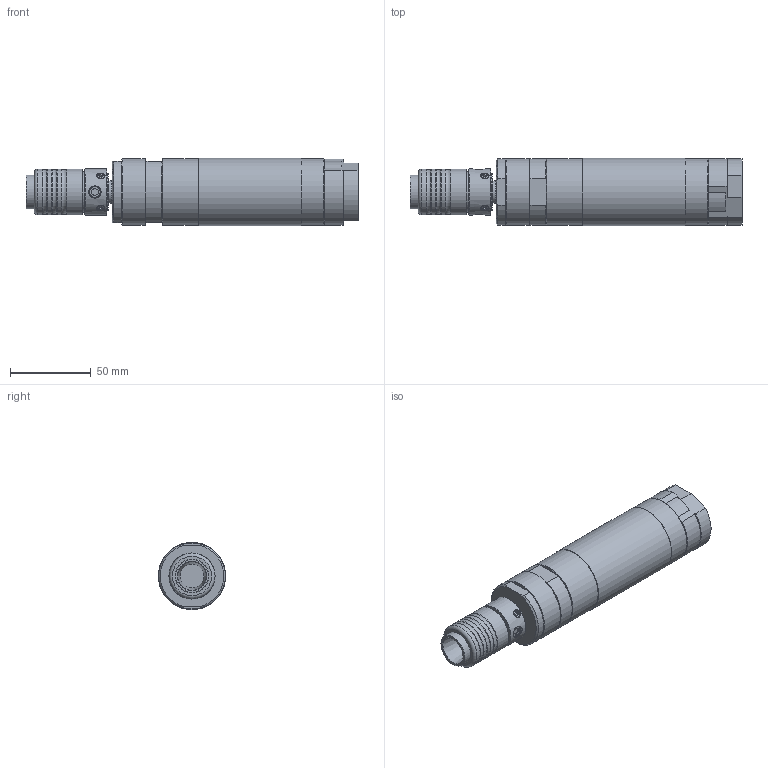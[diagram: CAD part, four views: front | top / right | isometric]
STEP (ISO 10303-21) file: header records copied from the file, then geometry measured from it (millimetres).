
FILE_DESCRIPTION(/* description */ ('EBM 38-1200 WS-ST'),/* implementation_level */ '2;1');
FILE_NAME(/* name */ 'EBM 38-1200 WS-ST_60070887.stp',/* time_stamp */ '2023-08-04T14:47:35+02:00',/* author */ ('DSteinicke'),/* organization */ (''),/* preprocessor_version */ 'ST-DEVELOPER v19.2',/* originating_system */ 'Autodesk Inventor 2024',/* authorisation */ '');
FILE_SCHEMA (('AUTOMOTIVE_DESIGN { 1 0 10303 214 3 1 1 }'));
Length unit declared in the file: millimetre
Products named in the file (1): 60070887
Bounding box: 206.2 x 42 x 42 mm (x, y, z)
Volume: 233636.3 mm3; surface area: 30708.5 mm2
Topology: 1 solids, 5 shells, 268 faces, 654 edges, 432 vertices
Faces by surface type: plane 147, cylinder 61, cone 37, bspline 17, torus 6
Full cylindrical faces by diameter (mm): 6.647 x2, 11.445 x2, 13.8 x1, 14 x1, 14.95 x1, 16 x1, 21 x1, 21.1 x1, 23 x1, 25 x1, 28.4 x4, 28.6 x1, 37.99 x2, 41.5 x3, 42 x1
Entity records: 9611 total; most frequent: CARTESIAN_POINT 3058, ORIENTED_EDGE 1308, DIRECTION 1247, EDGE_CURVE 654, AXIS2_PLACEMENT_3D 447, VERTEX_POINT 432, LINE 353, VECTOR 353
